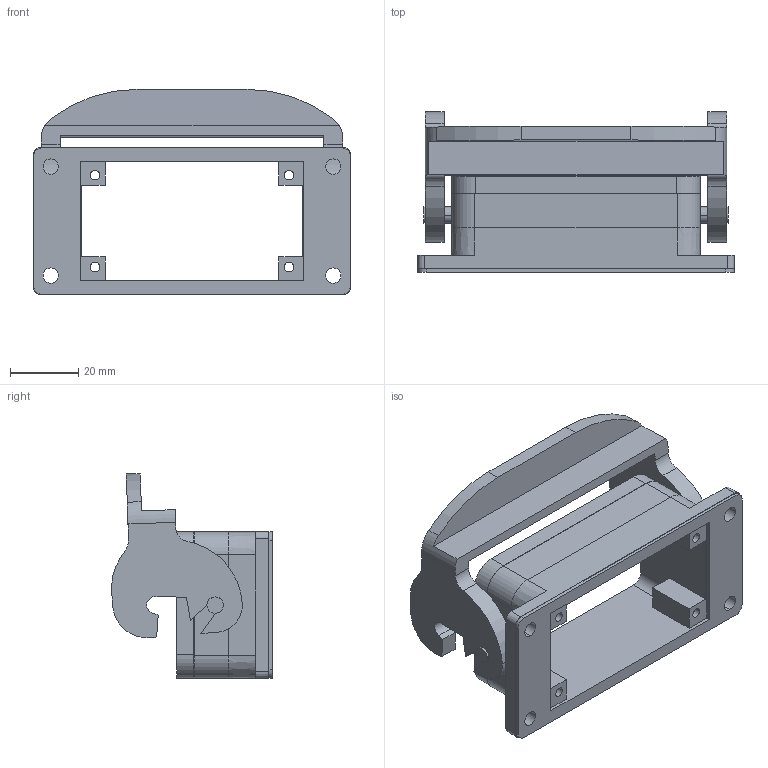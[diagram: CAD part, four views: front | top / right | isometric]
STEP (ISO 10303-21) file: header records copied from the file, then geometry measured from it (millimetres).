
FILE_DESCRIPTION(('SolidDesigner STEP Export'),'2;1');
FILE_NAME('1771338_HC_B_10_AML-select.stp','2014-09-02T11:50:24',(''),(''),'Creo Elements/Direct Modeling STEP processor for AP214 (Solid Model)','Creo Elements/Direct Modeling 18.1 06-May-2012 (C) Parametric Technology GmbH','');
FILE_SCHEMA(('AUTOMOTIVE_DESIGN { 1 0 10303 214 1 1 1 1 }'));
Length unit declared in the file: millimetre
Products named in the file (2): 1771338_HC_B_10_AML-select
Assembly tree (1 placements, depth 2):
  1771338_HC_B_10_AML-select
    1771338_HC_B_10_AML-select
Bounding box: 93.21 x 47.19 x 60.3 mm (x, y, z)
Volume: 46476.3 mm3; surface area: 26524.8 mm2
Topology: 1 solids, 1 shells, 145 faces, 420 edges, 280 vertices
Faces by surface type: plane 79, cylinder 58, cone 8
Entity records: 5158 total; most frequent: ORIENTED_EDGE 840, CARTESIAN_POINT 800, DIRECTION 774, EDGE_CURVE 420, VERTEX_POINT 280, VECTOR 266, LINE 266, AXIS2_PLACEMENT_3D 254
